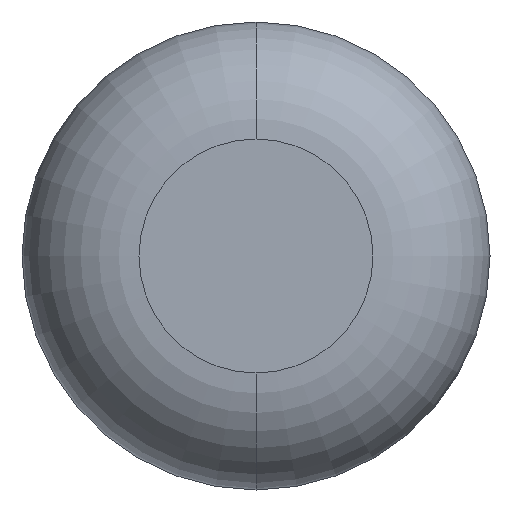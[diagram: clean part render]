
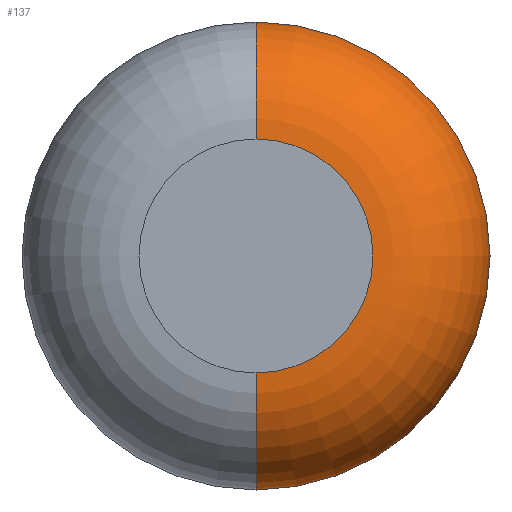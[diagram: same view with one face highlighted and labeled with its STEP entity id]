
A CAD part, front view. The second image highlights one B-rep face of the part: STEP entity #137.
In plain terms, the highlighted toroidal (fillet/blend) face has major radius 0.5 mm and minor radius 0.5 mm.
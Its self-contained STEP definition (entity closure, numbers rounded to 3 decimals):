
#4 = CARTESIAN_POINT ( 'NONE',  ( 0., 0.5, 1. ) ) ;
#18 = ORIENTED_EDGE ( 'NONE', *, *, #96, .F. ) ;
#28 = CARTESIAN_POINT ( 'NONE',  ( 0., 0., 0.5 ) ) ;
#31 = ORIENTED_EDGE ( 'NONE', *, *, #122, .F. ) ;
#32 = EDGE_CURVE ( 'NONE', #231, #179, #173, .T. ) ;
#51 = CARTESIAN_POINT ( 'NONE',  ( 0., 0., -0.5 ) ) ;
#61 = DIRECTION ( 'NONE',  ( 0., -1., 0. ) ) ;
#62 = AXIS2_PLACEMENT_3D ( 'NONE', #63, #214, #64 ) ;
#63 = CARTESIAN_POINT ( 'NONE',  ( 0., 0.5, 0. ) ) ;
#64 = DIRECTION ( 'NONE',  ( 0., 0., 1. ) ) ;
#71 = VERTEX_POINT ( 'NONE', #4 ) ;
#75 = AXIS2_PLACEMENT_3D ( 'NONE', #129, #153, #90 ) ;
#79 = DIRECTION ( 'NONE',  ( 0., 0., 1. ) ) ;
#90 = DIRECTION ( 'NONE',  ( 0., 0., -1. ) ) ;
#96 = EDGE_CURVE ( 'NONE', #71, #99, #120, .T. ) ;
#98 = CIRCLE ( 'NONE', #215, 0.5 ) ;
#99 = VERTEX_POINT ( 'NONE', #232 ) ;
#119 = TOROIDAL_SURFACE ( 'NONE', #226, 0.5, 0.5 ) ;
#120 = CIRCLE ( 'NONE', #62, 1. ) ;
#121 = EDGE_CURVE ( 'NONE', #231, #99, #206, .T. ) ;
#122 = EDGE_CURVE ( 'NONE', #179, #71, #98, .T. ) ;
#128 = EDGE_LOOP ( 'NONE', ( #184, #223, #18, #31 ) ) ;
#129 = CARTESIAN_POINT ( 'NONE',  ( 0., 0.5, -0.5 ) ) ;
#135 = DIRECTION ( 'NONE',  ( -1., 0., 0. ) ) ;
#137 = ADVANCED_FACE ( 'NONE', ( #216 ), #119, .T. ) ;
#143 = CARTESIAN_POINT ( 'NONE',  ( 0., 0., 0. ) ) ;
#153 = DIRECTION ( 'NONE',  ( 1., 0., 0. ) ) ;
#170 = DIRECTION ( 'NONE',  ( 0., 0., 1. ) ) ;
#173 = CIRCLE ( 'NONE', #181, 0.5 ) ;
#179 = VERTEX_POINT ( 'NONE', #28 ) ;
#181 = AXIS2_PLACEMENT_3D ( 'NONE', #143, #61, #79 ) ;
#184 = ORIENTED_EDGE ( 'NONE', *, *, #32, .F. ) ;
#187 = CARTESIAN_POINT ( 'NONE',  ( 0., 0.5, 0.5 ) ) ;
#204 = DIRECTION ( 'NONE',  ( 0., 0., 1. ) ) ;
#206 = CIRCLE ( 'NONE', #75, 0.5 ) ;
#214 = DIRECTION ( 'NONE',  ( 0., 1., 0. ) ) ;
#215 = AXIS2_PLACEMENT_3D ( 'NONE', #187, #135, #204 ) ;
#216 = FACE_OUTER_BOUND ( 'NONE', #128, .T. ) ;
#220 = DIRECTION ( 'NONE',  ( 0., 1., 0. ) ) ;
#223 = ORIENTED_EDGE ( 'NONE', *, *, #121, .T. ) ;
#226 = AXIS2_PLACEMENT_3D ( 'NONE', #240, #220, #170 ) ;
#231 = VERTEX_POINT ( 'NONE', #51 ) ;
#232 = CARTESIAN_POINT ( 'NONE',  ( 0., 0.5, -1. ) ) ;
#240 = CARTESIAN_POINT ( 'NONE',  ( 0., 0.5, 0. ) ) ;
